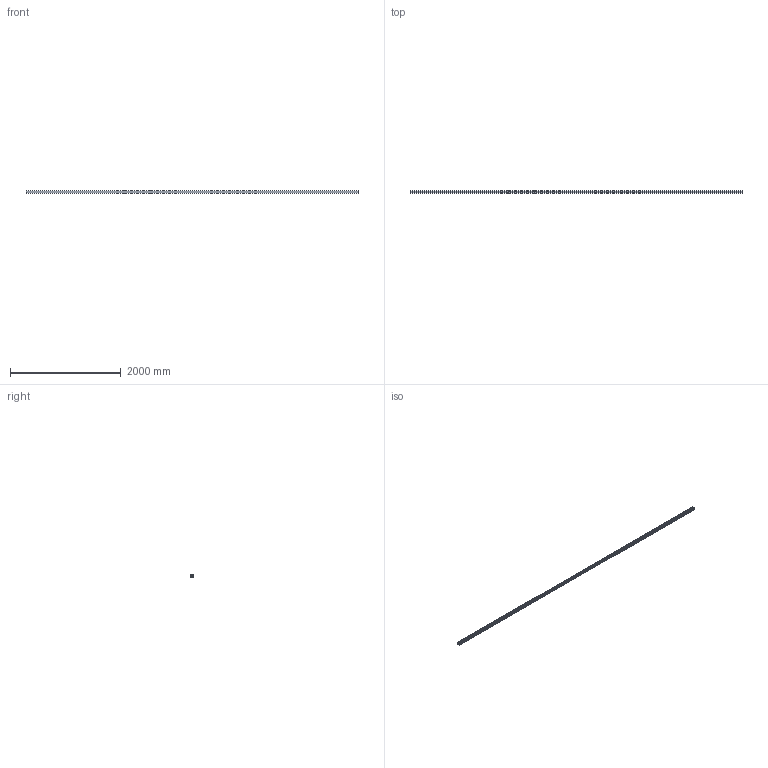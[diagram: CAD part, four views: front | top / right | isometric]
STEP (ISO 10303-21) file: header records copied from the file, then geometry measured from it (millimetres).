
FILE_DESCRIPTION (( 'STEP AP214' ), '1' );
FILE_NAME ('201023_Profil 45x45L 2N180 Nut 10.STEP', '2019-01-28T13:09:01', ( '' ), ( '' ), 'SwSTEP 2.0', 'SolidWorks 2017', '' );
FILE_SCHEMA (( 'AUTOMOTIVE_DESIGN' ));
Length unit declared in the file: millimetre
Products named in the file (1): 201023_Profil 45x45L 2N180 Nut 10
Bounding box: 6000 x 45 x 45 mm (x, y, z)
Volume: 3630333.3 mm3; surface area: 3807887.5 mm2
Topology: 1 solids, 1 shells, 238 faces, 708 edges, 472 vertices
Faces by surface type: cylinder 140, plane 98
Entity records: 8154 total; most frequent: DIRECTION 1466, CARTESIAN_POINT 1419, ORIENTED_EDGE 1416, EDGE_CURVE 708, AXIS2_PLACEMENT_3D 519, VERTEX_POINT 472, LINE 428, VECTOR 428
